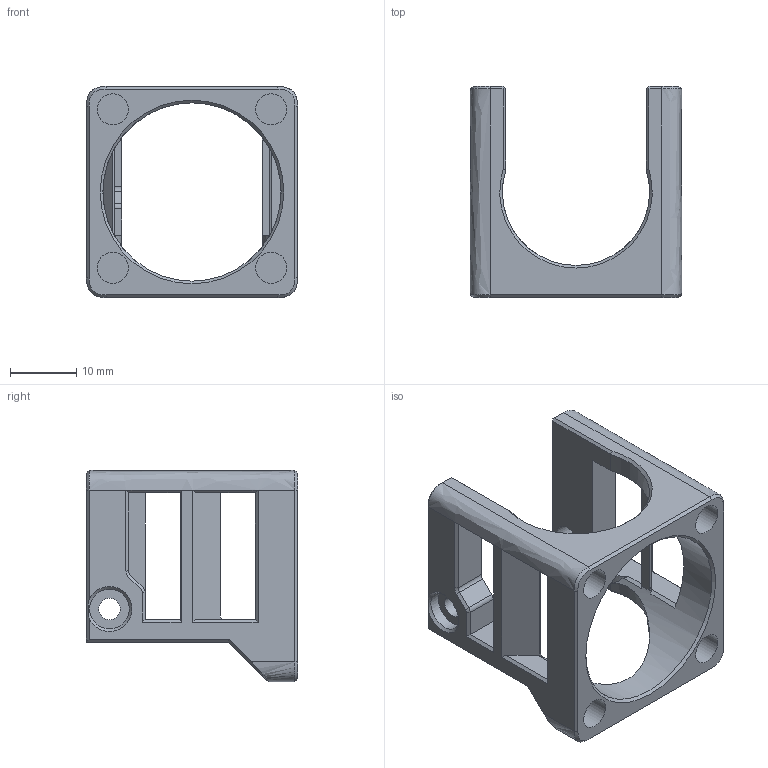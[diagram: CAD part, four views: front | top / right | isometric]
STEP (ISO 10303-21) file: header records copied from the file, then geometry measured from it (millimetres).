
FILE_DESCRIPTION(/* description */ ('STEP AP242','CAx-IF Rec.Pracs.---Representation and Presentation of Product Manufacturing Information (PMI)---4.0---2014-10-13','CAx-IF Rec.Pracs.---3D Tessellated Geometry---0.4---2014-09-14','2;1'),/* implementation_level */ '2;1');
FILE_NAME(/* name */ '62e9c479c21ec068bef52a07',/* time_stamp */ '2022-08-03T00:42:33+00:00',/* author */ (''),/* organization */ (''),/* preprocessor_version */ 'ST-DEVELOPER v18.102',/* originating_system */ ' ',/* authorisation */ ' ');
FILE_SCHEMA (('AP242_MANAGED_MODEL_BASED_3D_ENGINEERING_MIM_LF { 1 0 10303 442 1 1 4 }'));
Length unit declared in the file: metre
Products named in the file (1): Part 1
Bounding box: 32 x 32 x 32 mm (x, y, z)
Volume: 6038.5 mm3; surface area: 5619.6 mm2
Topology: 1 solids, 1 shells, 114 faces, 298 edges, 182 vertices
Faces by surface type: plane 78, bspline 17, cylinder 14, cone 5
Full cylindrical faces by diameter (mm): 3.25 x1, 4.7 x7, 6 x1, 27 x1
Entity records: 3765 total; most frequent: CARTESIAN_POINT 1104, ORIENTED_EDGE 564, DIRECTION 486, EDGE_CURVE 282, LINE 200, VECTOR 200, VERTEX_POINT 178, AXIS2_PLACEMENT_3D 143
